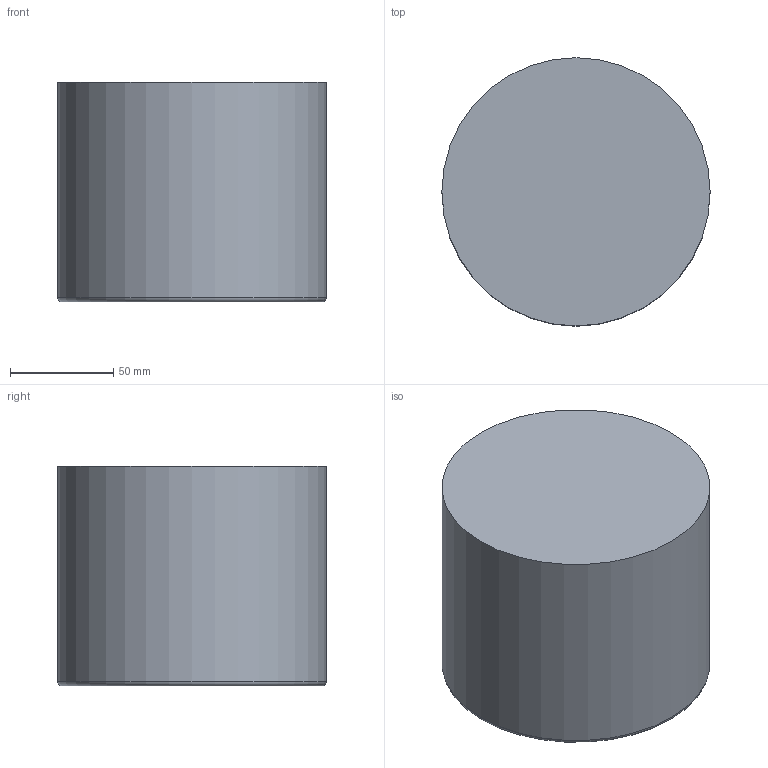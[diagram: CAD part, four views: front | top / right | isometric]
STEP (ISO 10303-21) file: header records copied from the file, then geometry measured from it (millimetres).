
FILE_DESCRIPTION(/* description */ ('Unknown'),/* implementation_level */ '2;1');
FILE_NAME(/* name */ 'SN 8040 TES 230V',/* time_stamp */ '2018-04-12T08:20:28+02:00',/* author */ ('Unknown'),/* organization */ ('Unknown'),/* preprocessor_version */ 'ST-DEVELOPER v16.7',/* originating_system */ 'DEX',/* authorisation */ $);
FILE_SCHEMA (('AUTOMOTIVE_DESIGN {1 0 10303 214 3 1 1}'));
Length unit declared in the file: millimetre
Products named in the file (1): SN 8040 TES 230V
Bounding box: 130 x 130 x 106.5 mm (x, y, z)
Volume: 1413250.7 mm3; surface area: 69689.4 mm2
Topology: 1 solids, 1 shells, 4 faces, 6 edges, 4 vertices
Faces by surface type: plane 2, cylinder 1, torus 1
Full cylindrical faces by diameter (mm): 130 x1
Entity records: 104 total; most frequent: DIRECTION 16, CARTESIAN_POINT 11, AXIS2_PLACEMENT_3D 8, ORIENTED_EDGE 6, EDGE_LOOP 6, FACE_BOUND 6, ADVANCED_FACE 4, EDGE_CURVE 3
